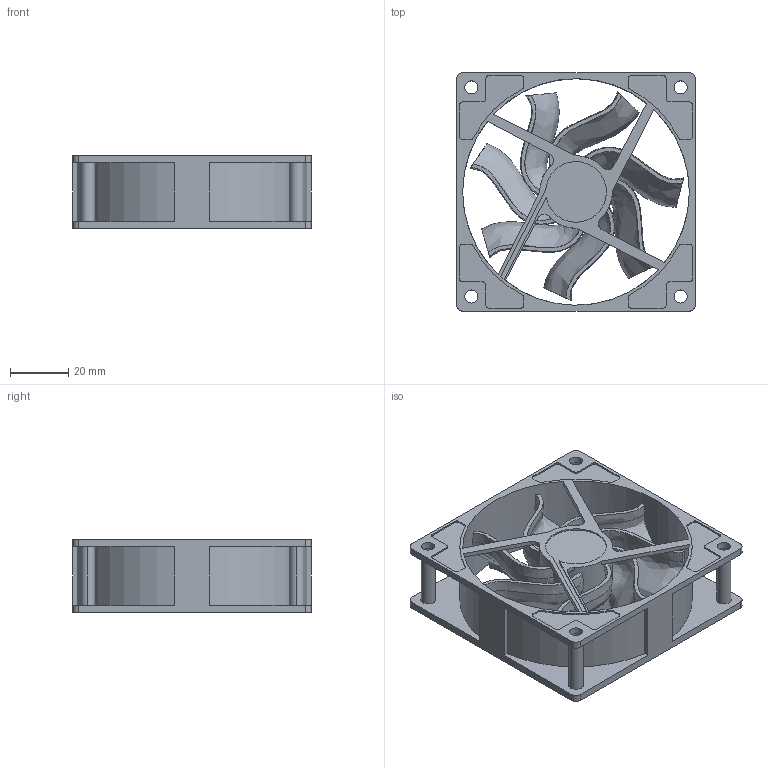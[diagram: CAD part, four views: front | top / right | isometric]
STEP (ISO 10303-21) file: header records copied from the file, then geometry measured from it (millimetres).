
FILE_DESCRIPTION (( 'STEP AP203' ), '1' );
FILE_NAME ('Cooling fan.STEP', '2022-12-04T12:47:12', ( '' ), ( '' ), 'SwSTEP 2.0', 'SolidWorks 2018', '' );
FILE_SCHEMA (( 'CONFIG_CONTROL_DESIGN' ));
Length unit declared in the file: millimetre
Products named in the file (1): Cooling fan
Bounding box: 82 x 82 x 25 mm (x, y, z)
Volume: 34228.5 mm3; surface area: 37689.8 mm2
Topology: 1 solids, 1 shells, 234 faces, 659 edges, 438 vertices
Faces by surface type: plane 109, cylinder 88, bspline 35, torus 2
Entity records: 11742 total; most frequent: CARTESIAN_POINT 5683, ORIENTED_EDGE 1318, DIRECTION 1149, EDGE_CURVE 659, VERTEX_POINT 438, AXIS2_PLACEMENT_3D 400, VECTOR 349, LINE 349
